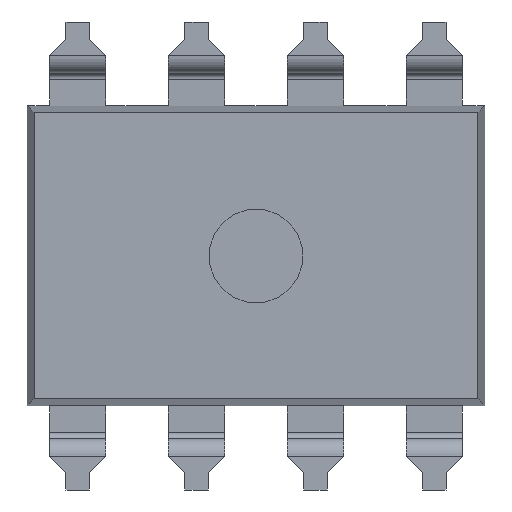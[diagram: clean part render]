
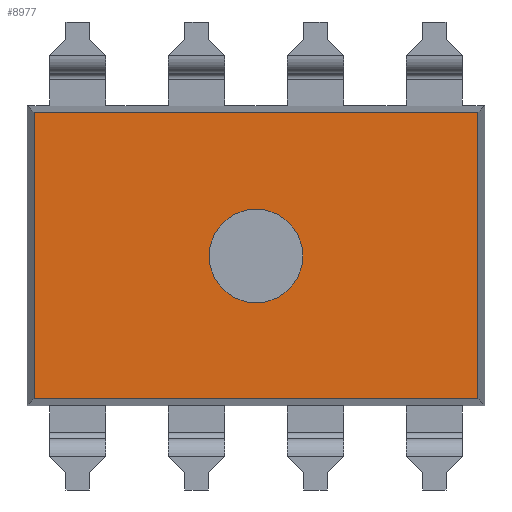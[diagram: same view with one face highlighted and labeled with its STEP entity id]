
A CAD part, front view. The second image highlights one B-rep face of the part: STEP entity #8977.
In plain terms, the highlighted planar face has unit normal (0, -1, 0).
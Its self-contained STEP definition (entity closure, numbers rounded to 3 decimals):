
#84=CARTESIAN_POINT('',(1.0,-1.7,0.));
#85=VERTEX_POINT('',#84);
#86=CARTESIAN_POINT('',(0.0,-1.7,0.0));
#87=DIRECTION('',(0.0,1.0,0.0));
#88=DIRECTION('',(-1.0,0.0,0.0));
#89=AXIS2_PLACEMENT_3D('',#86,#87,#88);
#90=CIRCLE('',#89,1.0);
#91=EDGE_CURVE('',#85,#85,#90,.T.);
#8901=CARTESIAN_POINT('',(4.741,-1.7,-3.051));
#8902=VERTEX_POINT('',#8901);
#8909=CARTESIAN_POINT('',(-4.741,-1.7,-3.051));
#8910=VERTEX_POINT('',#8909);
#8911=CARTESIAN_POINT('',(-4.741,-1.7,-3.051));
#8912=DIRECTION('',(1.0,0.0,0.0));
#8913=VECTOR('',#8912,9.483);
#8914=LINE('',#8911,#8913);
#8915=EDGE_CURVE('',#8910,#8902,#8914,.T.);
#8931=CARTESIAN_POINT('',(4.741,-1.7,3.073));
#8932=VERTEX_POINT('',#8931);
#8933=CARTESIAN_POINT('',(4.741,-1.7,3.073));
#8934=DIRECTION('',(0.0,0.0,-1.0));
#8935=VECTOR('',#8934,6.124);
#8936=LINE('',#8933,#8935);
#8937=EDGE_CURVE('',#8932,#8902,#8936,.T.);
#8951=CARTESIAN_POINT('',(4.741,-1.7,0.0));
#8952=DIRECTION('',(0.0,-1.0,0.0));
#8953=DIRECTION('',(0.0,0.0,-1.0));
#8954=AXIS2_PLACEMENT_3D('',#8951,#8952,#8953);
#8955=PLANE('',#8954);
#8956=CARTESIAN_POINT('',(-4.741,-1.7,3.073));
#8957=VERTEX_POINT('',#8956);
#8958=CARTESIAN_POINT('',(-4.741,-1.7,3.073));
#8959=DIRECTION('',(1.0,0.0,0.0));
#8960=VECTOR('',#8959,9.483);
#8961=LINE('',#8958,#8960);
#8962=EDGE_CURVE('',#8932,#8957,#8961,.F.);
#8963=ORIENTED_EDGE('',*,*,#8962,.T.);
#8964=CARTESIAN_POINT('',(-4.741,-1.7,3.073));
#8965=DIRECTION('',(0.0,0.0,-1.0));
#8966=VECTOR('',#8965,6.124);
#8967=LINE('',#8964,#8966);
#8968=EDGE_CURVE('',#8957,#8910,#8967,.T.);
#8969=ORIENTED_EDGE('',*,*,#8968,.T.);
#8970=ORIENTED_EDGE('',*,*,#8915,.T.);
#8971=ORIENTED_EDGE('',*,*,#8937,.F.);
#8972=EDGE_LOOP('',(#8963,#8969,#8970,#8971));
#8973=FACE_OUTER_BOUND('',#8972,.T.);
#8974=ORIENTED_EDGE('',*,*,#91,.T.);
#8975=EDGE_LOOP('',(#8974));
#8976=FACE_BOUND('',#8975,.T.);
#8977=ADVANCED_FACE('',(#8973,#8976),#8955,.T.);
